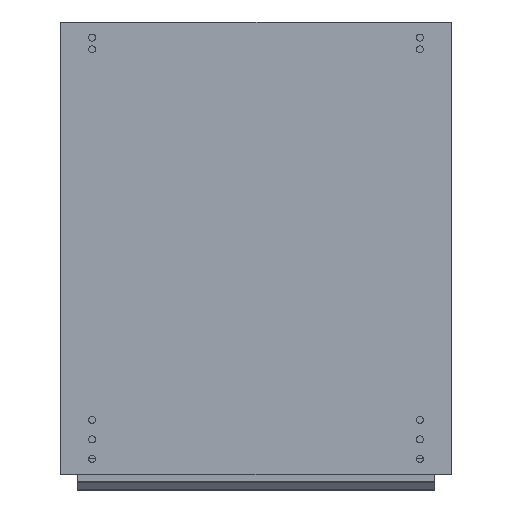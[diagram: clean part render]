
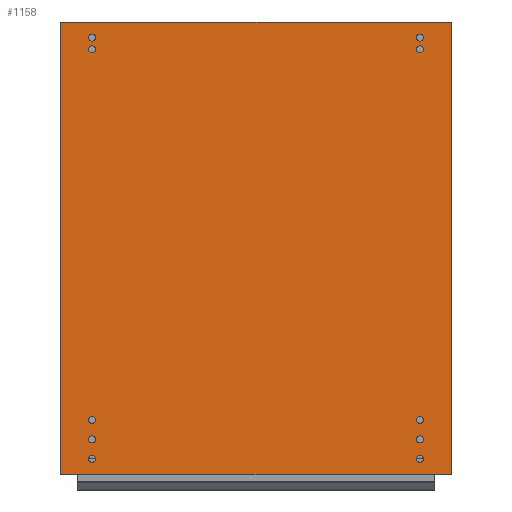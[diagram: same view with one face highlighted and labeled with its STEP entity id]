
A CAD part, top view. The second image highlights one B-rep face of the part: STEP entity #1158.
In plain terms, the highlighted planar face has unit normal (0, 0, 1).
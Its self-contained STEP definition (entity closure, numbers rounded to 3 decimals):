
#13=FACE_BOUND('',#185,.T.);
#14=FACE_BOUND('',#186,.T.);
#15=FACE_BOUND('',#187,.T.);
#16=FACE_BOUND('',#188,.T.);
#17=FACE_BOUND('',#189,.T.);
#18=FACE_BOUND('',#190,.T.);
#19=FACE_BOUND('',#191,.T.);
#20=FACE_BOUND('',#192,.T.);
#21=FACE_BOUND('',#193,.T.);
#22=FACE_BOUND('',#194,.T.);
#56=CIRCLE('',#1245,4.5);
#57=CIRCLE('',#1246,4.5);
#58=CIRCLE('',#1247,4.5);
#59=CIRCLE('',#1248,4.5);
#60=CIRCLE('',#1249,4.5);
#61=CIRCLE('',#1250,4.5);
#62=CIRCLE('',#1251,4.5);
#63=CIRCLE('',#1252,4.5);
#64=CIRCLE('',#1253,4.5);
#65=CIRCLE('',#1254,4.5);
#124=FACE_OUTER_BOUND('',#184,.T.);
#184=EDGE_LOOP('',(#840,#841,#842,#843));
#185=EDGE_LOOP('',(#844));
#186=EDGE_LOOP('',(#845));
#187=EDGE_LOOP('',(#846));
#188=EDGE_LOOP('',(#847));
#189=EDGE_LOOP('',(#848));
#190=EDGE_LOOP('',(#849));
#191=EDGE_LOOP('',(#850));
#192=EDGE_LOOP('',(#851));
#193=EDGE_LOOP('',(#852));
#194=EDGE_LOOP('',(#853));
#276=LINE('',#1705,#404);
#281=LINE('',#1715,#409);
#283=LINE('',#1719,#411);
#284=LINE('',#1720,#412);
#404=VECTOR('',#1380,1.);
#409=VECTOR('',#1389,1.);
#411=VECTOR('',#1393,1.);
#412=VECTOR('',#1394,1.);
#528=VERTEX_POINT('',#1702);
#529=VERTEX_POINT('',#1704);
#532=VERTEX_POINT('',#1714);
#533=VERTEX_POINT('',#1718);
#534=VERTEX_POINT('',#1721);
#535=VERTEX_POINT('',#1723);
#536=VERTEX_POINT('',#1725);
#537=VERTEX_POINT('',#1727);
#538=VERTEX_POINT('',#1729);
#539=VERTEX_POINT('',#1731);
#540=VERTEX_POINT('',#1733);
#541=VERTEX_POINT('',#1735);
#542=VERTEX_POINT('',#1737);
#543=VERTEX_POINT('',#1739);
#644=EDGE_CURVE('',#528,#529,#276,.T.);
#649=EDGE_CURVE('',#529,#532,#281,.T.);
#651=EDGE_CURVE('',#528,#533,#283,.T.);
#652=EDGE_CURVE('',#532,#533,#284,.T.);
#653=EDGE_CURVE('',#534,#534,#56,.T.);
#654=EDGE_CURVE('',#535,#535,#57,.T.);
#655=EDGE_CURVE('',#536,#536,#58,.T.);
#656=EDGE_CURVE('',#537,#537,#59,.T.);
#657=EDGE_CURVE('',#538,#538,#60,.T.);
#658=EDGE_CURVE('',#539,#539,#61,.T.);
#659=EDGE_CURVE('',#540,#540,#62,.T.);
#660=EDGE_CURVE('',#541,#541,#63,.T.);
#661=EDGE_CURVE('',#542,#542,#64,.T.);
#662=EDGE_CURVE('',#543,#543,#65,.T.);
#840=ORIENTED_EDGE('',*,*,#649,.F.);
#841=ORIENTED_EDGE('',*,*,#644,.F.);
#842=ORIENTED_EDGE('',*,*,#651,.T.);
#843=ORIENTED_EDGE('',*,*,#652,.F.);
#844=ORIENTED_EDGE('',*,*,#653,.T.);
#845=ORIENTED_EDGE('',*,*,#654,.T.);
#846=ORIENTED_EDGE('',*,*,#655,.T.);
#847=ORIENTED_EDGE('',*,*,#656,.T.);
#848=ORIENTED_EDGE('',*,*,#657,.T.);
#849=ORIENTED_EDGE('',*,*,#658,.T.);
#850=ORIENTED_EDGE('',*,*,#659,.T.);
#851=ORIENTED_EDGE('',*,*,#660,.T.);
#852=ORIENTED_EDGE('',*,*,#661,.T.);
#853=ORIENTED_EDGE('',*,*,#662,.T.);
#1112=PLANE('',#1244);
#1158=ADVANCED_FACE('',(#124,#13,#14,#15,#16,#17,#18,#19,#20,#21,#22),#1112,
 .T.);
#1244=AXIS2_PLACEMENT_3D('',#1717,#1391,#1392);
#1245=AXIS2_PLACEMENT_3D('',#1722,#1395,#1396);
#1246=AXIS2_PLACEMENT_3D('',#1724,#1397,#1398);
#1247=AXIS2_PLACEMENT_3D('',#1726,#1399,#1400);
#1248=AXIS2_PLACEMENT_3D('',#1728,#1401,#1402);
#1249=AXIS2_PLACEMENT_3D('',#1730,#1403,#1404);
#1250=AXIS2_PLACEMENT_3D('',#1732,#1405,#1406);
#1251=AXIS2_PLACEMENT_3D('',#1734,#1407,#1408);
#1252=AXIS2_PLACEMENT_3D('',#1736,#1409,#1410);
#1253=AXIS2_PLACEMENT_3D('',#1738,#1411,#1412);
#1254=AXIS2_PLACEMENT_3D('',#1740,#1413,#1414);
#1380=DIRECTION('',(1.,0.,0.));
#1389=DIRECTION('',(0.,-1.,0.));
#1391=DIRECTION('center_axis',(0.,0.,
1.));
#1392=DIRECTION('ref_axis',(0.,-1.,0.));
#1393=DIRECTION('',(0.,-1.,0.));
#1394=DIRECTION('',(-1.,0.,0.));
#1395=DIRECTION('center_axis',(0.,0.,
-1.));
#1396=DIRECTION('ref_axis',(1.,0.,0.));
#1397=DIRECTION('center_axis',(0.,0.,
-1.));
#1398=DIRECTION('ref_axis',(1.,0.,0.));
#1399=DIRECTION('center_axis',(0.,0.,
-1.));
#1400=DIRECTION('ref_axis',(1.,0.,0.));
#1401=DIRECTION('center_axis',(0.,0.,
-1.));
#1402=DIRECTION('ref_axis',(1.,0.,0.));
#1403=DIRECTION('center_axis',(0.,0.,
-1.));
#1404=DIRECTION('ref_axis',(1.,0.,0.));
#1405=DIRECTION('center_axis',(0.,0.,
-1.));
#1406=DIRECTION('ref_axis',(1.,0.,0.));
#1407=DIRECTION('center_axis',(0.,0.,
-1.));
#1408=DIRECTION('ref_axis',(1.,0.,0.));
#1409=DIRECTION('center_axis',(0.,0.,
-1.));
#1410=DIRECTION('ref_axis',(1.,0.,0.));
#1411=DIRECTION('center_axis',(0.,0.,
-1.));
#1412=DIRECTION('ref_axis',(1.,0.,0.));
#1413=DIRECTION('center_axis',(0.,0.,
-1.));
#1414=DIRECTION('ref_axis',(1.,0.,0.));
#1702=CARTESIAN_POINT('',(-250.,290.,360.));
#1704=CARTESIAN_POINT('',(250.,290.,360.));
#1705=CARTESIAN_POINT('',(-250.,290.,360.));
#1714=CARTESIAN_POINT('',(250.,-290.,360.));
#1715=CARTESIAN_POINT('',(250.,290.,360.));
#1717=CARTESIAN_POINT('Origin',(-250.,290.,360.));
#1718=CARTESIAN_POINT('',(-250.,-290.,360.));
#1719=CARTESIAN_POINT('',(-250.,290.,360.));
#1720=CARTESIAN_POINT('',(250.,-290.,360.));
#1721=CARTESIAN_POINT('',(205.5,-270.,360.));
#1722=CARTESIAN_POINT('Origin',(210.,-270.,360.));
#1723=CARTESIAN_POINT('',(205.5,-245.,360.));
#1724=CARTESIAN_POINT('Origin',(210.,-245.,360.));
#1725=CARTESIAN_POINT('',(205.5,-220.,360.));
#1726=CARTESIAN_POINT('Origin',(210.,-220.,360.));
#1727=CARTESIAN_POINT('',(205.5,255.,360.));
#1728=CARTESIAN_POINT('Origin',(210.,255.,360.));
#1729=CARTESIAN_POINT('',(205.5,270.,360.));
#1730=CARTESIAN_POINT('Origin',(210.,270.,360.));
#1731=CARTESIAN_POINT('',(-214.5,255.,360.));
#1732=CARTESIAN_POINT('Origin',(-210.,255.,360.));
#1733=CARTESIAN_POINT('',(-214.5,270.,360.));
#1734=CARTESIAN_POINT('Origin',(-210.,270.,360.));
#1735=CARTESIAN_POINT('',(-214.5,-270.,360.));
#1736=CARTESIAN_POINT('Origin',(-210.,-270.,360.));
#1737=CARTESIAN_POINT('',(-214.5,-245.,360.));
#1738=CARTESIAN_POINT('Origin',(-210.,-245.,360.));
#1739=CARTESIAN_POINT('',(-214.5,-220.,360.));
#1740=CARTESIAN_POINT('Origin',(-210.,-220.,360.));
